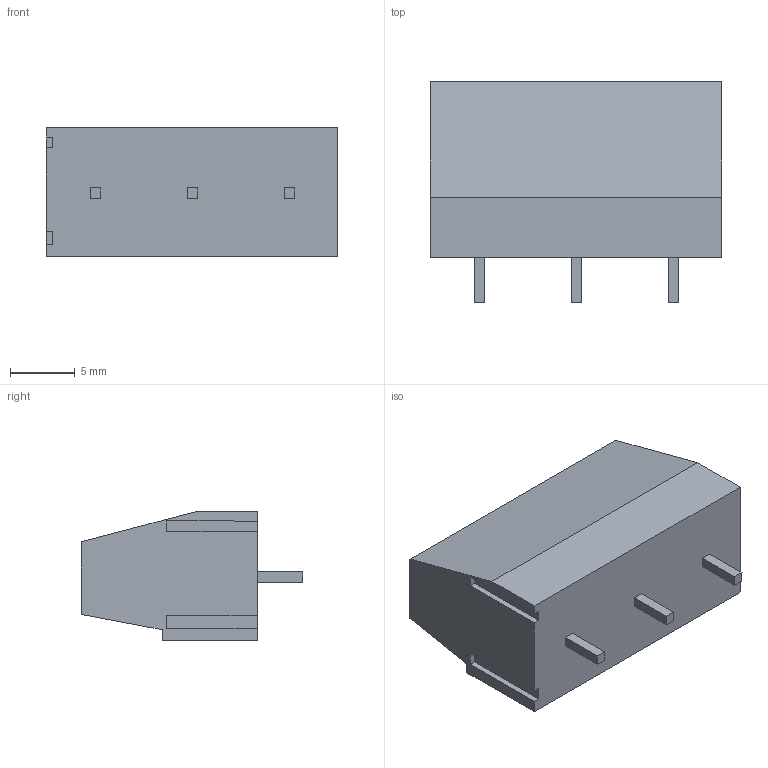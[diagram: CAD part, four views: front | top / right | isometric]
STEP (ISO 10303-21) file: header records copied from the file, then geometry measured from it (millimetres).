
FILE_DESCRIPTION(/* description */ (''),/* implementation_level */ '2;1');
FILE_NAME(/* name */ 'degson 3pin v1.step',/* time_stamp */ '2023-01-18T19:07:06+01:00',/* author */ (''),/* organization */ (''),/* preprocessor_version */ 'ST-DEVELOPER v19',/* originating_system */ 'Autodesk Translation Framework v11.7.0.108',/* authorisation */ '');
FILE_SCHEMA (('AUTOMOTIVE_DESIGN { 1 0 10303 214 3 1 1 }'));
Length unit declared in the file: millimetre
Products named in the file (1): degson 3pin
Bounding box: 22.5 x 17.09 x 10.02 mm (x, y, z)
Volume: 2380.8 mm3; surface area: 1592.6 mm2
Topology: 1 solids, 1 shells, 53 faces, 126 edges, 84 vertices
Faces by surface type: plane 50, cylinder 3
Full cylindrical faces by diameter (mm): 4.027 x3
Entity records: 1539 total; most frequent: CARTESIAN_POINT 264, ORIENTED_EDGE 252, DIRECTION 240, EDGE_CURVE 126, LINE 120, VECTOR 120, VERTEX_POINT 84, EDGE_LOOP 62
